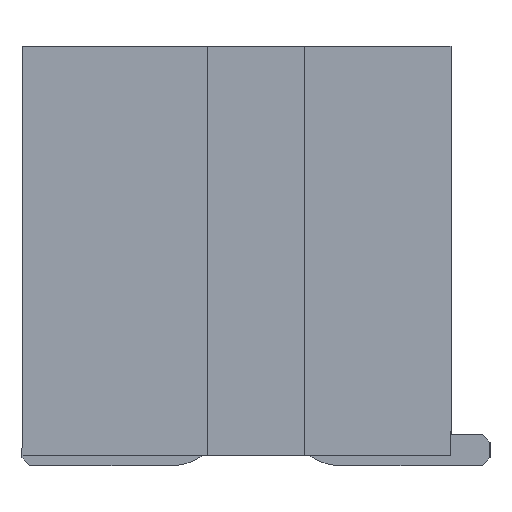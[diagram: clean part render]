
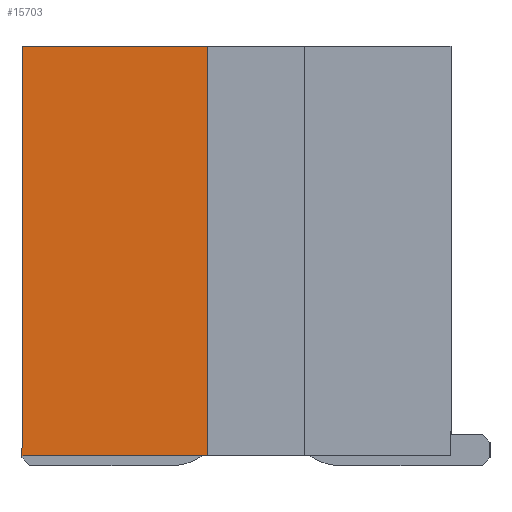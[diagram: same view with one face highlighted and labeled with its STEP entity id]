
A CAD part, left-side view. The second image highlights one B-rep face of the part: STEP entity #15703.
In plain terms, the highlighted planar face has unit normal (-1, 0, 0).
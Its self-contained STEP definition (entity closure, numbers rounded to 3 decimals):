
#50 = VECTOR ( 'NONE', #7792, 1000. ) ;
#183 = LINE ( 'NONE', #14281, #20957 ) ;
#710 = AXIS2_PLACEMENT_3D ( 'NONE', #18075, #17729, #2031 ) ;
#1420 = CARTESIAN_POINT ( 'NONE',  ( -7.62, 6.985, -2.498 ) ) ;
#2031 = DIRECTION ( 'NONE',  ( 0., 0., 1. ) ) ;
#2637 = CARTESIAN_POINT ( 'NONE',  ( -7.62, 1.397, 2.836 ) ) ;
#3634 = EDGE_LOOP ( 'NONE', ( #7669, #8431, #12910, #12309 ) ) ;
#3880 = CARTESIAN_POINT ( 'NONE',  ( -7.62, 1.397, -2.498 ) ) ;
#4031 = VERTEX_POINT ( 'NONE', #7352 ) ;
#4128 = VECTOR ( 'NONE', #5830, 1000. ) ;
#4172 = DIRECTION ( 'NONE',  ( 0., 1., 0. ) ) ;
#4566 = EDGE_CURVE ( 'NONE', #16018, #14015, #21632, .T. ) ;
#5830 = DIRECTION ( 'NONE',  ( 0., 1., 0. ) ) ;
#7352 = CARTESIAN_POINT ( 'NONE',  ( -7.62, 4.572, 2.836 ) ) ;
#7669 = ORIENTED_EDGE ( 'NONE', *, *, #4566, .F. ) ;
#7792 = DIRECTION ( 'NONE',  ( 0., 0., -1. ) ) ;
#8431 = ORIENTED_EDGE ( 'NONE', *, *, #20749, .T. ) ;
#9503 = LINE ( 'NONE', #20255, #50 ) ;
#9646 = LINE ( 'NONE', #2637, #18999 ) ;
#10301 = CARTESIAN_POINT ( 'NONE',  ( -7.62, 4.572, -2.498 ) ) ;
#11431 = EDGE_CURVE ( 'NONE', #4031, #14597, #9646, .T. ) ;
#12303 = PLANE ( 'NONE',  #710 ) ;
#12309 = ORIENTED_EDGE ( 'NONE', *, *, #15855, .T. ) ;
#12910 = ORIENTED_EDGE ( 'NONE', *, *, #11431, .T. ) ;
#14015 = VERTEX_POINT ( 'NONE', #1420 ) ;
#14281 = CARTESIAN_POINT ( 'NONE',  ( -7.62, 4.572, 2.836 ) ) ;
#14597 = VERTEX_POINT ( 'NONE', #21247 ) ;
#15453 = FACE_OUTER_BOUND ( 'NONE', #3634, .T. ) ;
#15703 = ADVANCED_FACE ( 'NONE', ( #15453 ), #12303, .F. ) ;
#15855 = EDGE_CURVE ( 'NONE', #14597, #14015, #9503, .T. ) ;
#16018 = VERTEX_POINT ( 'NONE', #10301 ) ;
#17729 = DIRECTION ( 'NONE',  ( 1., 0., 0. ) ) ;
#18075 = CARTESIAN_POINT ( 'NONE',  ( -7.62, 1.397, 2.836 ) ) ;
#18999 = VECTOR ( 'NONE', #4172, 1000. ) ;
#20255 = CARTESIAN_POINT ( 'NONE',  ( -7.62, 6.985, 2.836 ) ) ;
#20749 = EDGE_CURVE ( 'NONE', #16018, #4031, #183, .T. ) ;
#20957 = VECTOR ( 'NONE', #21201, 1000. ) ;
#21201 = DIRECTION ( 'NONE',  ( 0., 0., 1. ) ) ;
#21247 = CARTESIAN_POINT ( 'NONE',  ( -7.62, 6.985, 2.836 ) ) ;
#21632 = LINE ( 'NONE', #3880, #4128 ) ;
